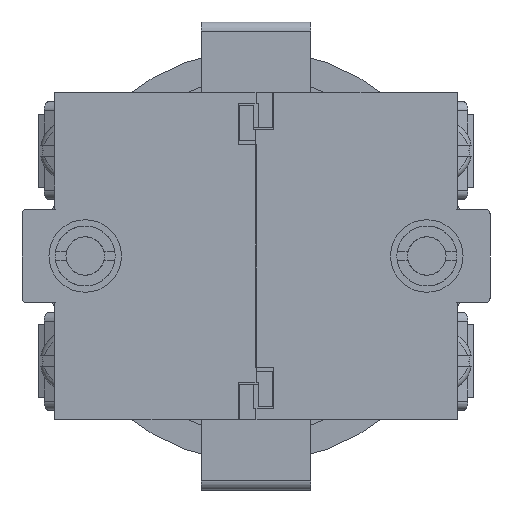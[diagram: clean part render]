
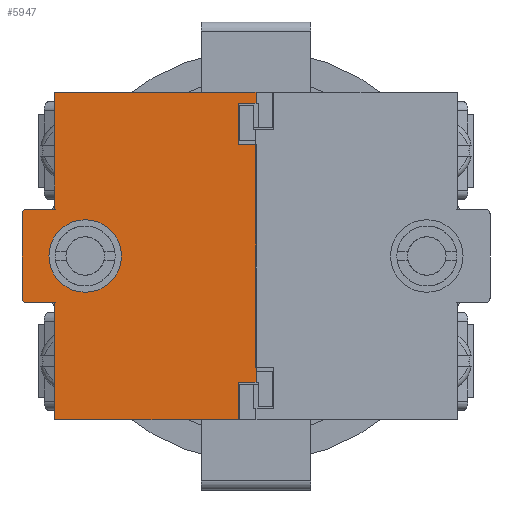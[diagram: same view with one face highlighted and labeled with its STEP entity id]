
A CAD part, front view. The second image highlights one B-rep face of the part: STEP entity #5947.
In plain terms, the highlighted planar face has unit normal (0, -1, 0).
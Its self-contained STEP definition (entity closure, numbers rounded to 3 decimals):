
#43 = ORIENTED_EDGE ( 'NONE', *, *, #3405, .T. ) ;
#45 = AXIS2_PLACEMENT_3D ( 'NONE', #13642, #4657, #18064 ) ;
#188 = LINE ( 'NONE', #10409, #15349 ) ;
#305 = VERTEX_POINT ( 'NONE', #16538 ) ;
#390 = EDGE_CURVE ( 'NONE', #11504, #5772, #11307, .T. ) ;
#494 = LINE ( 'NONE', #8031, #1434 ) ;
#607 = DIRECTION ( 'NONE',  ( -1., 0., 0. ) ) ;
#651 = VECTOR ( 'NONE', #5380, 1000. ) ;
#764 = CARTESIAN_POINT ( 'NONE',  ( -21.5, -45.1, -17.5 ) ) ;
#847 = EDGE_CURVE ( 'NONE', #4148, #12539, #15038, .T. ) ;
#1242 = VECTOR ( 'NONE', #16503, 1000. ) ;
#1275 = DIRECTION ( 'NONE',  ( 0., 0., 1. ) ) ;
#1341 = EDGE_CURVE ( 'NONE', #17612, #4017, #13382, .T. ) ;
#1373 = ORIENTED_EDGE ( 'NONE', *, *, #8194, .F. ) ;
#1434 = VECTOR ( 'NONE', #4871, 1000. ) ;
#1703 = CARTESIAN_POINT ( 'NONE',  ( -12.5, -45.1, 11.9 ) ) ;
#1739 = CARTESIAN_POINT ( 'NONE',  ( -21.5, -45.1, 5. ) ) ;
#1879 = LINE ( 'NONE', #10531, #15661 ) ;
#2124 = CARTESIAN_POINT ( 'NONE',  ( -21.5, -45.1, -5. ) ) ;
#2228 = VECTOR ( 'NONE', #17879, 1000. ) ;
#2262 = CARTESIAN_POINT ( 'NONE',  ( -24.5, -45.1, 4.5 ) ) ;
#2386 = EDGE_LOOP ( 'NONE', ( #17162, #11921 ) ) ;
#2398 = LINE ( 'NONE', #3983, #17754 ) ;
#2425 = DIRECTION ( 'NONE',  ( -1., 0., 0. ) ) ;
#2427 = VERTEX_POINT ( 'NONE', #10352 ) ;
#3078 = CARTESIAN_POINT ( 'NONE',  ( 0., -45.1, 17.5 ) ) ;
#3093 = ORIENTED_EDGE ( 'NONE', *, *, #3785, .T. ) ;
#3111 = CIRCLE ( 'NONE', #18722, 3.875 ) ;
#3162 = LINE ( 'NONE', #4169, #4557 ) ;
#3405 = EDGE_CURVE ( 'NONE', #12539, #16830, #15139, .T. ) ;
#3449 = DIRECTION ( 'NONE',  ( 0., 0., 1. ) ) ;
#3785 = EDGE_CURVE ( 'NONE', #16830, #2427, #188, .T. ) ;
#3973 = DIRECTION ( 'NONE',  ( 0., 1., 0. ) ) ;
#3983 = CARTESIAN_POINT ( 'NONE',  ( 0.3, -45.1, -13.5 ) ) ;
#4017 = VERTEX_POINT ( 'NONE', #1739 ) ;
#4148 = VERTEX_POINT ( 'NONE', #13605 ) ;
#4169 = CARTESIAN_POINT ( 'NONE',  ( -1.9, -45.1, -17.5 ) ) ;
#4340 = CARTESIAN_POINT ( 'NONE',  ( -24.5, -45.1, -5. ) ) ;
#4362 = EDGE_CURVE ( 'NONE', #16170, #6046, #11326, .T. ) ;
#4557 = VECTOR ( 'NONE', #1275, 1000. ) ;
#4657 = DIRECTION ( 'NONE',  ( 0., 1., 0. ) ) ;
#4660 = CARTESIAN_POINT ( 'NONE',  ( -24.5, -45.1, 5. ) ) ;
#4871 = DIRECTION ( 'NONE',  ( 1., 0., 0. ) ) ;
#4945 = VERTEX_POINT ( 'NONE', #15214 ) ;
#5168 = ORIENTED_EDGE ( 'NONE', *, *, #10501, .F. ) ;
#5341 = CARTESIAN_POINT ( 'NONE',  ( -18.25, -45.1, 0. ) ) ;
#5363 = EDGE_CURVE ( 'NONE', #4945, #7495, #13560, .T. ) ;
#5380 = DIRECTION ( 'NONE',  ( 0., 0., 1. ) ) ;
#5471 = EDGE_CURVE ( 'NONE', #9760, #15132, #2398, .T. ) ;
#5491 = DIRECTION ( 'NONE',  ( 1., 0., 0. ) ) ;
#5567 = LINE ( 'NONE', #12933, #651 ) ;
#5757 = EDGE_CURVE ( 'NONE', #9767, #17889, #7020, .T. ) ;
#5772 = VERTEX_POINT ( 'NONE', #4340 ) ;
#5947 = ADVANCED_FACE ( 'NONE', ( #15153, #8840 ), #10363, .F. ) ;
#5957 = VECTOR ( 'NONE', #15001, 1000. ) ;
#5975 = CARTESIAN_POINT ( 'NONE',  ( 0., -45.1, 17.5 ) ) ;
#6046 = VERTEX_POINT ( 'NONE', #764 ) ;
#6245 = DIRECTION ( 'NONE',  ( 0., 0., -1. ) ) ;
#6319 = ORIENTED_EDGE ( 'NONE', *, *, #847, .T. ) ;
#6491 = EDGE_CURVE ( 'NONE', #17612, #305, #14658, .T. ) ;
#6647 = DIRECTION ( 'NONE',  ( 0., 1., 0. ) ) ;
#6729 = VECTOR ( 'NONE', #16768, 1000. ) ;
#6902 = DIRECTION ( 'NONE',  ( 1., 0., 0. ) ) ;
#7020 = LINE ( 'NONE', #16252, #16567 ) ;
#7078 = ORIENTED_EDGE ( 'NONE', *, *, #15385, .T. ) ;
#7482 = EDGE_CURVE ( 'NONE', #4148, #15132, #11756, .T. ) ;
#7495 = VERTEX_POINT ( 'NONE', #15363 ) ;
#8031 = CARTESIAN_POINT ( 'NONE',  ( -25., -45.1, -5. ) ) ;
#8194 = EDGE_CURVE ( 'NONE', #17889, #2427, #17578, .T. ) ;
#8307 = CARTESIAN_POINT ( 'NONE',  ( -18.25, -45.1, 0. ) ) ;
#8439 = ORIENTED_EDGE ( 'NONE', *, *, #18100, .T. ) ;
#8573 = EDGE_CURVE ( 'NONE', #11504, #305, #8655, .T. ) ;
#8655 = LINE ( 'NONE', #15249, #12138 ) ;
#8678 = EDGE_CURVE ( 'NONE', #18374, #6046, #1879, .T. ) ;
#8840 = FACE_OUTER_BOUND ( 'NONE', #17495, .T. ) ;
#9412 = CARTESIAN_POINT ( 'NONE',  ( -25., -45.1, -4.5 ) ) ;
#9615 = DIRECTION ( 'NONE',  ( -1., 0., 0. ) ) ;
#9627 = ORIENTED_EDGE ( 'NONE', *, *, #6491, .T. ) ;
#9760 = VERTEX_POINT ( 'NONE', #13935 ) ;
#9767 = VERTEX_POINT ( 'NONE', #10975 ) ;
#9915 = VECTOR ( 'NONE', #17499, 1000. ) ;
#10352 = CARTESIAN_POINT ( 'NONE',  ( 0., -45.1, 16.3 ) ) ;
#10363 = PLANE ( 'NONE',  #45 ) ;
#10409 = CARTESIAN_POINT ( 'NONE',  ( -1.9, -45.1, 16.3 ) ) ;
#10426 = ORIENTED_EDGE ( 'NONE', *, *, #7482, .F. ) ;
#10501 = EDGE_CURVE ( 'NONE', #4017, #9767, #5567, .T. ) ;
#10531 = CARTESIAN_POINT ( 'NONE',  ( -21.5, -45.1, -5. ) ) ;
#10631 = CARTESIAN_POINT ( 'NONE',  ( -1.9, -45.1, -17.5 ) ) ;
#10950 = ORIENTED_EDGE ( 'NONE', *, *, #4362, .F. ) ;
#10975 = CARTESIAN_POINT ( 'NONE',  ( -21.5, -45.1, 17.5 ) ) ;
#11034 = DIRECTION ( 'NONE',  ( 0., -1., 0. ) ) ;
#11163 = CARTESIAN_POINT ( 'NONE',  ( -24.5, -45.1, -4.5 ) ) ;
#11307 = CIRCLE ( 'NONE', #18456, 0.5 ) ;
#11326 = LINE ( 'NONE', #13000, #9915 ) ;
#11504 = VERTEX_POINT ( 'NONE', #9412 ) ;
#11756 = LINE ( 'NONE', #5975, #2228 ) ;
#11921 = ORIENTED_EDGE ( 'NONE', *, *, #12605, .T. ) ;
#12138 = VECTOR ( 'NONE', #3449, 1000. ) ;
#12249 = AXIS2_PLACEMENT_3D ( 'NONE', #2262, #18395, #607 ) ;
#12539 = VERTEX_POINT ( 'NONE', #14081 ) ;
#12605 = EDGE_CURVE ( 'NONE', #7495, #4945, #3111, .T. ) ;
#12913 = VECTOR ( 'NONE', #5491, 1000. ) ;
#12933 = CARTESIAN_POINT ( 'NONE',  ( -21.5, -45.1, 5. ) ) ;
#13000 = CARTESIAN_POINT ( 'NONE',  ( -25., -45.1, -17.5 ) ) ;
#13139 = AXIS2_PLACEMENT_3D ( 'NONE', #5341, #6647, #2425 ) ;
#13382 = LINE ( 'NONE', #18888, #12913 ) ;
#13406 = CARTESIAN_POINT ( 'NONE',  ( 0., -45.1, -13.5 ) ) ;
#13560 = CIRCLE ( 'NONE', #13139, 3.875 ) ;
#13605 = CARTESIAN_POINT ( 'NONE',  ( 0., -45.1, 11.9 ) ) ;
#13642 = CARTESIAN_POINT ( 'NONE',  ( -12.5, -45.1, 0. ) ) ;
#13935 = CARTESIAN_POINT ( 'NONE',  ( -1.9, -45.1, -13.5 ) ) ;
#14081 = CARTESIAN_POINT ( 'NONE',  ( -1.9, -45.1, 11.9 ) ) ;
#14658 = CIRCLE ( 'NONE', #12249, 0.5 ) ;
#14834 = DIRECTION ( 'NONE',  ( 1., 0., 0. ) ) ;
#15001 = DIRECTION ( 'NONE',  ( 0., 0., -1. ) ) ;
#15038 = LINE ( 'NONE', #1703, #1242 ) ;
#15132 = VERTEX_POINT ( 'NONE', #13406 ) ;
#15139 = LINE ( 'NONE', #16831, #6729 ) ;
#15141 = ORIENTED_EDGE ( 'NONE', *, *, #1341, .F. ) ;
#15145 = ORIENTED_EDGE ( 'NONE', *, *, #390, .T. ) ;
#15153 = FACE_BOUND ( 'NONE', #2386, .T. ) ;
#15214 = CARTESIAN_POINT ( 'NONE',  ( -14.375, -45.1, 0. ) ) ;
#15249 = CARTESIAN_POINT ( 'NONE',  ( -25., -45.1, 17.5 ) ) ;
#15349 = VECTOR ( 'NONE', #17923, 1000. ) ;
#15363 = CARTESIAN_POINT ( 'NONE',  ( -22.125, -45.1, 0. ) ) ;
#15385 = EDGE_CURVE ( 'NONE', #5772, #18374, #494, .T. ) ;
#15661 = VECTOR ( 'NONE', #6245, 1000. ) ;
#16170 = VERTEX_POINT ( 'NONE', #10631 ) ;
#16252 = CARTESIAN_POINT ( 'NONE',  ( -25., -45.1, 17.5 ) ) ;
#16503 = DIRECTION ( 'NONE',  ( -1., 0., 0. ) ) ;
#16538 = CARTESIAN_POINT ( 'NONE',  ( -25., -45.1, 4.5 ) ) ;
#16567 = VECTOR ( 'NONE', #14834, 1000. ) ;
#16758 = ORIENTED_EDGE ( 'NONE', *, *, #5471, .T. ) ;
#16768 = DIRECTION ( 'NONE',  ( 0., 0., 1. ) ) ;
#16830 = VERTEX_POINT ( 'NONE', #18531 ) ;
#16831 = CARTESIAN_POINT ( 'NONE',  ( -1.9, -45.1, 16.3 ) ) ;
#17162 = ORIENTED_EDGE ( 'NONE', *, *, #5363, .T. ) ;
#17242 = ORIENTED_EDGE ( 'NONE', *, *, #8573, .F. ) ;
#17274 = CARTESIAN_POINT ( 'NONE',  ( 0., -45.1, 17.5 ) ) ;
#17495 = EDGE_LOOP ( 'NONE', ( #43, #3093, #1373, #18913, #5168, #15141, #9627, #17242, #15145, #7078, #17981, #10950, #8439, #16758, #10426, #6319 ) ) ;
#17499 = DIRECTION ( 'NONE',  ( -1., 0., 0. ) ) ;
#17578 = LINE ( 'NONE', #3078, #5957 ) ;
#17612 = VERTEX_POINT ( 'NONE', #4660 ) ;
#17754 = VECTOR ( 'NONE', #6902, 1000. ) ;
#17879 = DIRECTION ( 'NONE',  ( 0., 0., -1. ) ) ;
#17889 = VERTEX_POINT ( 'NONE', #17274 ) ;
#17923 = DIRECTION ( 'NONE',  ( 1., 0., 0. ) ) ;
#17981 = ORIENTED_EDGE ( 'NONE', *, *, #8678, .T. ) ;
#18064 = DIRECTION ( 'NONE',  ( -1., 0., 0. ) ) ;
#18100 = EDGE_CURVE ( 'NONE', #16170, #9760, #3162, .T. ) ;
#18374 = VERTEX_POINT ( 'NONE', #2124 ) ;
#18395 = DIRECTION ( 'NONE',  ( 0., -1., 0. ) ) ;
#18456 = AXIS2_PLACEMENT_3D ( 'NONE', #11163, #11034, #9615 ) ;
#18531 = CARTESIAN_POINT ( 'NONE',  ( -1.9, -45.1, 16.3 ) ) ;
#18669 = DIRECTION ( 'NONE',  ( -1., 0., 0. ) ) ;
#18722 = AXIS2_PLACEMENT_3D ( 'NONE', #8307, #3973, #18669 ) ;
#18888 = CARTESIAN_POINT ( 'NONE',  ( -25., -45.1, 5. ) ) ;
#18913 = ORIENTED_EDGE ( 'NONE', *, *, #5757, .F. ) ;
